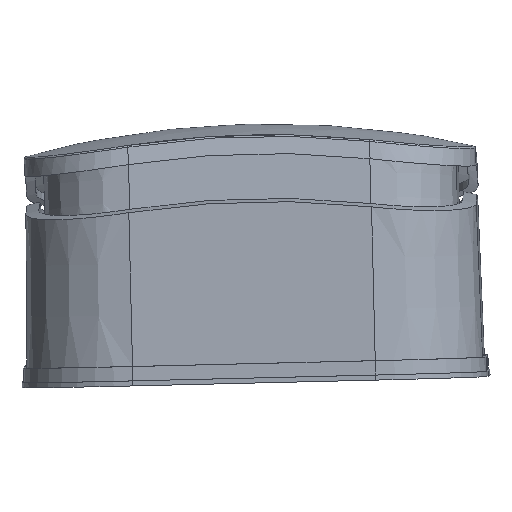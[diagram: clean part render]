
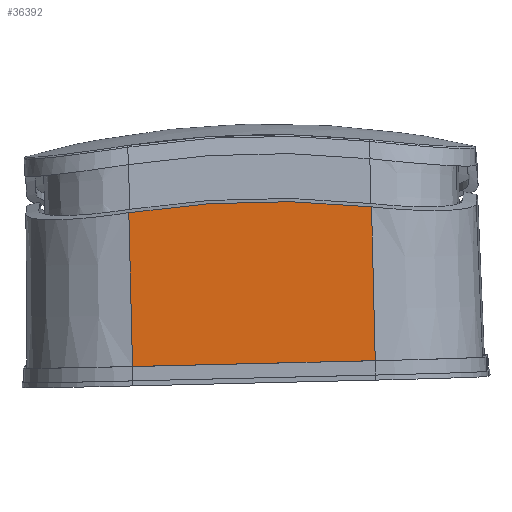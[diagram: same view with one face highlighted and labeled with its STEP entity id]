
A CAD part, top view. The second image highlights one B-rep face of the part: STEP entity #36392.
In plain terms, the highlighted face is planar.
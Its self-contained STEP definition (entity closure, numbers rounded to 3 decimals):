
#1808 = LINE ( 'NONE', #34998, #30117 ) ;
#2092 = CARTESIAN_POINT ( 'NONE',  ( -132.149, 23.417, -80.659 ) ) ;
#3179 = ORIENTED_EDGE ( 'NONE', *, *, #8974, .F. ) ;
#4360 = DIRECTION ( 'NONE',  ( 0., 1., -0.017 ) ) ;
#6844 = CARTESIAN_POINT ( 'NONE',  ( -98.351, 2., -80.285 ) ) ;
#7608 = DIRECTION ( 'NONE',  ( 1., 0., 0. ) ) ;
#8418 = AXIS2_PLACEMENT_3D ( 'NONE', #34157, #40690, #23804 ) ;
#8971 = CARTESIAN_POINT ( 'NONE',  ( -98.351, 23.417, -80.659 ) ) ;
#8974 = EDGE_CURVE ( 'NONE', #40761, #20802, #25965, .T. ) ;
#10183 = LINE ( 'NONE', #21801, #28592 ) ;
#12448 = CARTESIAN_POINT ( 'NONE',  ( -126.548, 24.155, -80.672 ) ) ;
#12668 = CARTESIAN_POINT ( 'NONE',  ( -103.952, 24.155, -80.672 ) ) ;
#13037 = DIRECTION ( 'NONE',  ( 0., -1., 0.017 ) ) ;
#13316 = VECTOR ( 'NONE', #13037, 1000. ) ;
#13449 = FACE_OUTER_BOUND ( 'NONE', #43322, .T. ) ;
#17402 = VERTEX_POINT ( 'NONE', #6844 ) ;
#17638 = CARTESIAN_POINT ( 'NONE',  ( -98.351, 23.417, -80.659 ) ) ;
#18381 = CARTESIAN_POINT ( 'NONE',  ( -132.149, 2., -80.285 ) ) ;
#19880 = CARTESIAN_POINT ( 'NONE',  ( -120.899, 24.526, -80.678 ) ) ;
#19935 = CARTESIAN_POINT ( 'NONE',  ( -132.149, 23.417, -80.659 ) ) ;
#20396 = ORIENTED_EDGE ( 'NONE', *, *, #21185, .T. ) ;
#20802 = VERTEX_POINT ( 'NONE', #17638 ) ;
#21185 = EDGE_CURVE ( 'NONE', #29443, #17402, #10183, .T. ) ;
#21801 = CARTESIAN_POINT ( 'NONE',  ( -132.149, 2., -80.285 ) ) ;
#23575 = PLANE ( 'NONE',  #8418 ) ;
#23804 = DIRECTION ( 'NONE',  ( 1., 0., 0. ) ) ;
#23856 = EDGE_CURVE ( 'NONE', #20802, #17402, #33306, .T. ) ;
#25965 = B_SPLINE_CURVE_WITH_KNOTS ( 'NONE', 3,
 ( #2092, #12448, #19880, #26178, #12668, #39919 ),
 .UNSPECIFIED., .F., .F.,
 ( 4, 2, 4 ),
 ( 0., 0.5, 1. ),
 .UNSPECIFIED. ) ;
#26178 = CARTESIAN_POINT ( 'NONE',  ( -109.601, 24.526, -80.678 ) ) ;
#27765 = ORIENTED_EDGE ( 'NONE', *, *, #23856, .F. ) ;
#28592 = VECTOR ( 'NONE', #7608, 1000. ) ;
#29443 = VERTEX_POINT ( 'NONE', #18381 ) ;
#30117 = VECTOR ( 'NONE', #4360, 1000. ) ;
#33306 = LINE ( 'NONE', #8971, #13316 ) ;
#33603 = ORIENTED_EDGE ( 'NONE', *, *, #41992, .F. ) ;
#34157 = CARTESIAN_POINT ( 'NONE',  ( -83.5, 0., -80.25 ) ) ;
#34998 = CARTESIAN_POINT ( 'NONE',  ( -132.149, 2., -80.285 ) ) ;
#36392 = ADVANCED_FACE ( 'NONE', ( #13449 ), #23575, .T. ) ;
#39919 = CARTESIAN_POINT ( 'NONE',  ( -98.351, 23.417, -80.659 ) ) ;
#40690 = DIRECTION ( 'NONE',  ( 0., 0.017, 1. ) ) ;
#40761 = VERTEX_POINT ( 'NONE', #19935 ) ;
#41992 = EDGE_CURVE ( 'NONE', #29443, #40761, #1808, .T. ) ;
#43322 = EDGE_LOOP ( 'NONE', ( #27765, #3179, #33603, #20396 ) ) ;
